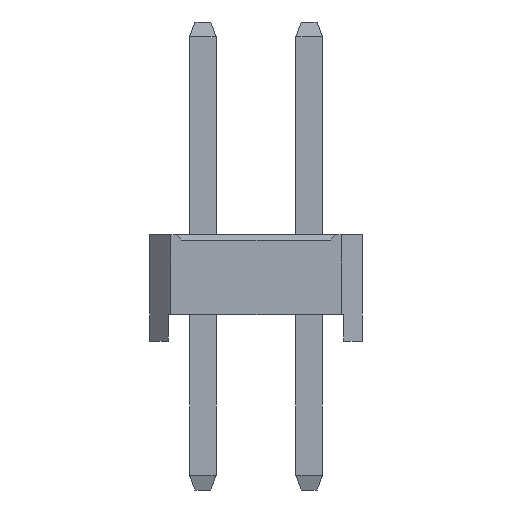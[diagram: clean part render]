
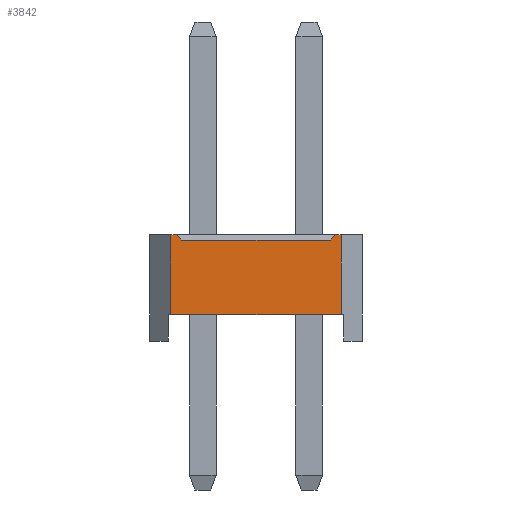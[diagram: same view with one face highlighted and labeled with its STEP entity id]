
A CAD part, left-side view. The second image highlights one B-rep face of the part: STEP entity #3842.
In plain terms, the highlighted planar face has unit normal (-1, 0, 0).
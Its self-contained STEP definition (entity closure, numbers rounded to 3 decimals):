
#3842=ADVANCED_FACE('',(#15472),#15474,.T.);
#15472=FACE_BOUND('',#15473,.T.);
#15473=EDGE_LOOP('',(#24569,#24570,#24571,#24572,#24573,#24574,#24575,#24576));
#15474=PLANE('',#15475);
#15475=AXIS2_PLACEMENT_3D('',#15476,#15477,#15478);
#15476=CARTESIAN_POINT('',(-1.,2.6,0.));
#15477=DIRECTION('',(-1.,0.,0.));
#15478=DIRECTION('',(0.,-1.,0.));
#24569=ORIENTED_EDGE('',*,*,#30186,.F.);
#24570=ORIENTED_EDGE('',*,*,#30187,.T.);
#24571=ORIENTED_EDGE('',*,*,#30188,.F.);
#24572=ORIENTED_EDGE('',*,*,#28936,.F.);
#24573=ORIENTED_EDGE('',*,*,#30189,.F.);
#24574=ORIENTED_EDGE('',*,*,#28476,.T.);
#24575=ORIENTED_EDGE('',*,*,#30185,.T.);
#24576=ORIENTED_EDGE('',*,*,#28940,.F.);
#28476=EDGE_CURVE('',#31708,#31706,#31709,.T.);
#28936=EDGE_CURVE('',#32626,#32628,#32629,.T.);
#28940=EDGE_CURVE('',#32634,#32636,#32637,.T.);
#30185=EDGE_CURVE('',#31706,#32636,#34705,.T.);
#30186=EDGE_CURVE('',#34706,#32634,#34707,.F.);
#30187=EDGE_CURVE('',#34706,#34708,#34709,.T.);
#30188=EDGE_CURVE('',#32628,#34708,#34710,.F.);
#30189=EDGE_CURVE('',#31708,#32626,#34711,.T.);
#31706=VERTEX_POINT('',#36946);
#31708=VERTEX_POINT('',#36950);
#31709=LINE('',#36951,#36952);
#32626=VERTEX_POINT('',#38786);
#32628=VERTEX_POINT('',#38790);
#32629=LINE('',#38791,#38792);
#32634=VERTEX_POINT('',#38802);
#32636=VERTEX_POINT('',#38806);
#32637=LINE('',#38807,#38808);
#34705=LINE('',#43365,#43366);
#34706=VERTEX_POINT('',#43368);
#34707=LINE('',#43369,#43370);
#34708=VERTEX_POINT('',#43372);
#34709=LINE('',#43373,#43374);
#34710=LINE('',#43376,#43377);
#34711=LINE('',#43379,#43380);
#36946=CARTESIAN_POINT('',(-1.,-0.6,0.5));
#36950=CARTESIAN_POINT('',(-1.,2.6,0.5));
#36951=CARTESIAN_POINT('',(-1.,2.6,0.5));
#36952=VECTOR('',#36953,1.);
#36953=DIRECTION('',(0.,-1.,0.));
#38786=CARTESIAN_POINT('',(-1.,2.6,2.));
#38790=CARTESIAN_POINT('',(-1.,2.5,2.));
#38791=CARTESIAN_POINT('',(-1.,2.6,2.));
#38792=VECTOR('',#38793,1.);
#38793=DIRECTION('',(0.,-1.,0.));
#38802=CARTESIAN_POINT('',(-1.,-0.5,2.));
#38806=CARTESIAN_POINT('',(-1.,-0.6,2.));
#38807=CARTESIAN_POINT('',(-1.,-0.5,2.));
#38808=VECTOR('',#38809,1.);
#38809=DIRECTION('',(0.,-1.,0.));
#43365=CARTESIAN_POINT('',(-1.,-0.6,0.5));
#43366=VECTOR('',#43367,1.);
#43367=DIRECTION('',(0.,0.,1.));
#43368=CARTESIAN_POINT('',(-1.,-0.4,1.9));
#43369=CARTESIAN_POINT('',(-1.,-0.5,2.));
#43370=VECTOR('',#43371,1.);
#43371=DIRECTION('',(0.,0.707,-0.707));
#43372=CARTESIAN_POINT('',(-1.,2.4,1.9));
#43373=CARTESIAN_POINT('',(-1.,-0.4,1.9));
#43374=VECTOR('',#43375,1.);
#43375=DIRECTION('',(0.,1.,0.));
#43376=CARTESIAN_POINT('',(-1.,2.4,1.9));
#43377=VECTOR('',#43378,1.);
#43378=DIRECTION('',(0.,0.707,0.707));
#43379=CARTESIAN_POINT('',(-1.,2.6,0.5));
#43380=VECTOR('',#43381,1.);
#43381=DIRECTION('',(0.,0.,1.));
